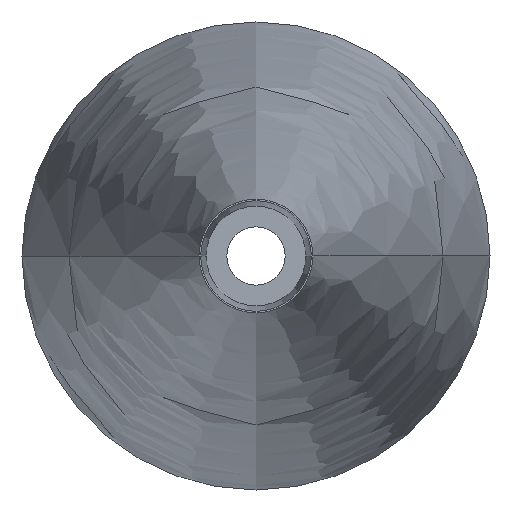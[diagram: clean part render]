
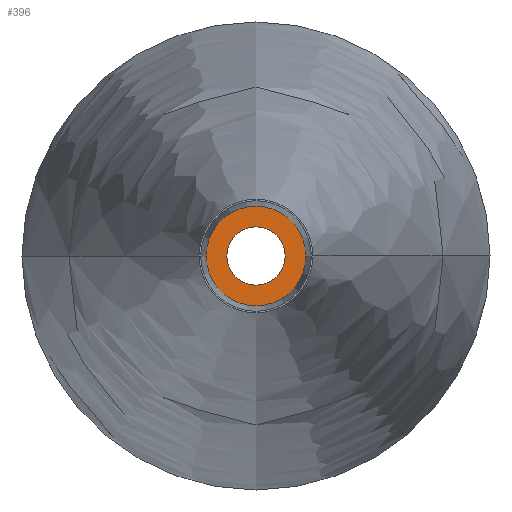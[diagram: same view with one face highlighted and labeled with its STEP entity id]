
A CAD part, left-side view. The second image highlights one B-rep face of the part: STEP entity #396.
In plain terms, the highlighted planar face has unit normal (-1, 0, 0).
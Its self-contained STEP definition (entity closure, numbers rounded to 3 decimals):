
#5 = DIRECTION ( 'NONE',  ( -1., 0., 0. ) ) ;
#26 = CARTESIAN_POINT ( 'NONE',  ( -372.8, 0., 0. ) ) ;
#33 = EDGE_CURVE ( 'NONE', #346, #162, #420, .T. ) ;
#58 = CARTESIAN_POINT ( 'NONE',  ( -372.8, 6.401, 0. ) ) ;
#70 = DIRECTION ( 'NONE',  ( -1., 0., 0. ) ) ;
#79 = ORIENTED_EDGE ( 'NONE', *, *, #248, .T. ) ;
#117 = VERTEX_POINT ( 'NONE', #242 ) ;
#121 = DIRECTION ( 'NONE',  ( -1., 0., 0. ) ) ;
#128 = DIRECTION ( 'NONE',  ( -1., 0., 0. ) ) ;
#152 = EDGE_LOOP ( 'NONE', ( #470, #79 ) ) ;
#157 = FACE_OUTER_BOUND ( 'NONE', #152, .T. ) ;
#160 = AXIS2_PLACEMENT_3D ( 'NONE', #232, #121, #345 ) ;
#162 = VERTEX_POINT ( 'NONE', #58 ) ;
#173 = VERTEX_POINT ( 'NONE', #457 ) ;
#179 = CARTESIAN_POINT ( 'NONE',  ( -372.8, 0., 0. ) ) ;
#195 = AXIS2_PLACEMENT_3D ( 'NONE', #26, #70, #209 ) ;
#209 = DIRECTION ( 'NONE',  ( 0., -1., 0. ) ) ;
#227 = AXIS2_PLACEMENT_3D ( 'NONE', #424, #5, #357 ) ;
#232 = CARTESIAN_POINT ( 'NONE',  ( -372.8, 0., 0. ) ) ;
#242 = CARTESIAN_POINT ( 'NONE',  ( -372.8, 3.739, 0. ) ) ;
#248 = EDGE_CURVE ( 'NONE', #162, #346, #440, .T. ) ;
#249 = ORIENTED_EDGE ( 'NONE', *, *, #306, .F. ) ;
#283 = EDGE_CURVE ( 'NONE', #117, #173, #562, .T. ) ;
#306 = EDGE_CURVE ( 'NONE', #173, #117, #356, .T. ) ;
#319 = DIRECTION ( 'NONE',  ( 0., -1., 0. ) ) ;
#345 = DIRECTION ( 'NONE',  ( 0., -1., 0. ) ) ;
#346 = VERTEX_POINT ( 'NONE', #382 ) ;
#356 = CIRCLE ( 'NONE', #475, 3.739 ) ;
#357 = DIRECTION ( 'NONE',  ( 0., -1., 0. ) ) ;
#378 = FACE_BOUND ( 'NONE', #542, .T. ) ;
#381 = AXIS2_PLACEMENT_3D ( 'NONE', #179, #128, #319 ) ;
#382 = CARTESIAN_POINT ( 'NONE',  ( -372.8, -6.401, 0. ) ) ;
#385 = CARTESIAN_POINT ( 'NONE',  ( -372.8, 0., 0. ) ) ;
#386 = ORIENTED_EDGE ( 'NONE', *, *, #283, .F. ) ;
#396 = ADVANCED_FACE ( 'NONE', ( #378, #157 ), #416, .T. ) ;
#415 = DIRECTION ( 'NONE',  ( -1., 0., 0. ) ) ;
#416 = PLANE ( 'NONE',  #227 ) ;
#420 = CIRCLE ( 'NONE', #381, 6.401 ) ;
#424 = CARTESIAN_POINT ( 'NONE',  ( -372.8, 0., 0. ) ) ;
#440 = CIRCLE ( 'NONE', #195, 6.401 ) ;
#457 = CARTESIAN_POINT ( 'NONE',  ( -372.8, -3.739, 0. ) ) ;
#470 = ORIENTED_EDGE ( 'NONE', *, *, #33, .T. ) ;
#475 = AXIS2_PLACEMENT_3D ( 'NONE', #385, #415, #508 ) ;
#508 = DIRECTION ( 'NONE',  ( 0., -1., 0. ) ) ;
#542 = EDGE_LOOP ( 'NONE', ( #386, #249 ) ) ;
#562 = CIRCLE ( 'NONE', #160, 3.739 ) ;
